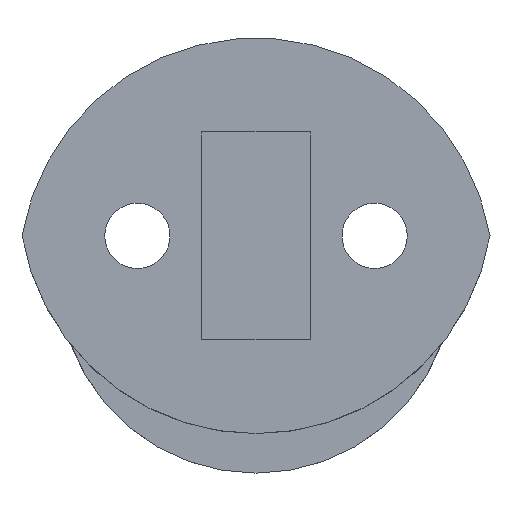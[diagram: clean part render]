
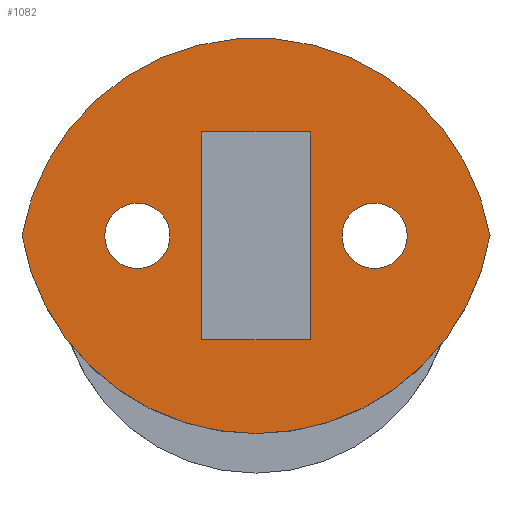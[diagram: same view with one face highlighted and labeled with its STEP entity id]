
A CAD part, front view. The second image highlights one B-rep face of the part: STEP entity #1082.
In plain terms, the highlighted planar face has unit normal (0, -1, 0).
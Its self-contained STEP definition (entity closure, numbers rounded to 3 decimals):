
#12 = DIRECTION ( 'NONE',  ( 0., 1., 0. ) ) ;
#14 = CARTESIAN_POINT ( 'NONE',  ( -6., 0., 0. ) ) ;
#17 = CARTESIAN_POINT ( 'NONE',  ( -6., 0., 0. ) ) ;
#25 = CARTESIAN_POINT ( 'NONE',  ( 6., 0., 0. ) ) ;
#41 = CIRCLE ( 'NONE', #128, 12. ) ;
#44 = CARTESIAN_POINT ( 'NONE',  ( -2.75, 0., -5.25 ) ) ;
#52 = VERTEX_POINT ( 'NONE', #481 ) ;
#82 = ORIENTED_EDGE ( 'NONE', *, *, #1094, .T. ) ;
#83 = DIRECTION ( 'NONE',  ( 0., 0., 1. ) ) ;
#91 = EDGE_CURVE ( 'NONE', #306, #615, #122, .T. ) ;
#122 = CIRCLE ( 'NONE', #258, 1.65 ) ;
#128 = AXIS2_PLACEMENT_3D ( 'NONE', #764, #1120, #353 ) ;
#132 = DIRECTION ( 'NONE',  ( 0., 1., 0. ) ) ;
#165 = ORIENTED_EDGE ( 'NONE', *, *, #672, .T. ) ;
#173 = CARTESIAN_POINT ( 'NONE',  ( 11.832, 0., 0. ) ) ;
#174 = CARTESIAN_POINT ( 'NONE',  ( 6., 0., 0. ) ) ;
#200 = CARTESIAN_POINT ( 'NONE',  ( 6., 0., 1.65 ) ) ;
#215 = DIRECTION ( 'NONE',  ( 0., 0., 1. ) ) ;
#217 = FACE_BOUND ( 'NONE', #991, .T. ) ;
#225 = FACE_OUTER_BOUND ( 'NONE', #860, .T. ) ;
#247 = ORIENTED_EDGE ( 'NONE', *, *, #91, .T. ) ;
#258 = AXIS2_PLACEMENT_3D ( 'NONE', #25, #12, #709 ) ;
#269 = CARTESIAN_POINT ( 'NONE',  ( -6., 0., 1.65 ) ) ;
#270 = VECTOR ( 'NONE', #83, 1000. ) ;
#294 = DIRECTION ( 'NONE',  ( 0., 0., 1. ) ) ;
#301 = FACE_BOUND ( 'NONE', #996, .T. ) ;
#306 = VERTEX_POINT ( 'NONE', #200 ) ;
#314 = CIRCLE ( 'NONE', #807, 1.65 ) ;
#349 = CARTESIAN_POINT ( 'NONE',  ( -2.75, 0., 5.25 ) ) ;
#353 = DIRECTION ( 'NONE',  ( 0., 0., 1. ) ) ;
#357 = DIRECTION ( 'NONE',  ( 0., 0., 1. ) ) ;
#361 = CARTESIAN_POINT ( 'NONE',  ( 0., 0., 2. ) ) ;
#363 = EDGE_CURVE ( 'NONE', #780, #52, #1116, .T. ) ;
#385 = LINE ( 'NONE', #706, #1027 ) ;
#411 = LINE ( 'NONE', #658, #796 ) ;
#431 = AXIS2_PLACEMENT_3D ( 'NONE', #618, #884, #215 ) ;
#454 = DIRECTION ( 'NONE',  ( 1., 0., 0. ) ) ;
#481 = CARTESIAN_POINT ( 'NONE',  ( -6., 0., -1.65 ) ) ;
#485 = CARTESIAN_POINT ( 'NONE',  ( 0., 0., 0. ) ) ;
#499 = EDGE_CURVE ( 'NONE', #564, #1106, #385, .T. ) ;
#515 = DIRECTION ( 'NONE',  ( 0., 0., 1. ) ) ;
#519 = CARTESIAN_POINT ( 'NONE',  ( -11.832, 0., 0. ) ) ;
#528 = DIRECTION ( 'NONE',  ( 0., 1., 0. ) ) ;
#564 = VERTEX_POINT ( 'NONE', #1016 ) ;
#571 = ORIENTED_EDGE ( 'NONE', *, *, #899, .T. ) ;
#573 = CARTESIAN_POINT ( 'NONE',  ( 6., 0., -1.65 ) ) ;
#581 = VERTEX_POINT ( 'NONE', #934 ) ;
#594 = LINE ( 'NONE', #349, #270 ) ;
#599 = CIRCLE ( 'NONE', #810, 12. ) ;
#605 = ORIENTED_EDGE ( 'NONE', *, *, #803, .T. ) ;
#615 = VERTEX_POINT ( 'NONE', #573 ) ;
#618 = CARTESIAN_POINT ( 'NONE',  ( 0., 0., -2. ) ) ;
#627 = ORIENTED_EDGE ( 'NONE', *, *, #1043, .T. ) ;
#637 = CIRCLE ( 'NONE', #958, 1.65 ) ;
#640 = DIRECTION ( 'NONE',  ( 0., 0., -1. ) ) ;
#644 = EDGE_LOOP ( 'NONE', ( #82, #890, #627, #571 ) ) ;
#658 = CARTESIAN_POINT ( 'NONE',  ( 2.75, 0., 5.25 ) ) ;
#672 = EDGE_CURVE ( 'NONE', #615, #306, #637, .T. ) ;
#677 = AXIS2_PLACEMENT_3D ( 'NONE', #485, #132, #894 ) ;
#684 = VERTEX_POINT ( 'NONE', #519 ) ;
#686 = CARTESIAN_POINT ( 'NONE',  ( -2.75, 0., 5.25 ) ) ;
#693 = LINE ( 'NONE', #768, #821 ) ;
#694 = DIRECTION ( 'NONE',  ( 0., 1., 0. ) ) ;
#706 = CARTESIAN_POINT ( 'NONE',  ( -2.75, 0., -5.25 ) ) ;
#709 = DIRECTION ( 'NONE',  ( 0., 0., 1. ) ) ;
#730 = FACE_BOUND ( 'NONE', #644, .T. ) ;
#733 = EDGE_CURVE ( 'NONE', #581, #684, #599, .T. ) ;
#761 = ORIENTED_EDGE ( 'NONE', *, *, #769, .F. ) ;
#764 = CARTESIAN_POINT ( 'NONE',  ( 0., 0., 2. ) ) ;
#768 = CARTESIAN_POINT ( 'NONE',  ( -2.75, 0., 5.25 ) ) ;
#769 = EDGE_CURVE ( 'NONE', #883, #581, #41, .T. ) ;
#780 = VERTEX_POINT ( 'NONE', #269 ) ;
#796 = VECTOR ( 'NONE', #640, 1000. ) ;
#803 = EDGE_CURVE ( 'NONE', #52, #780, #314, .T. ) ;
#807 = AXIS2_PLACEMENT_3D ( 'NONE', #17, #971, #294 ) ;
#810 = AXIS2_PLACEMENT_3D ( 'NONE', #361, #694, #357 ) ;
#820 = CARTESIAN_POINT ( 'NONE',  ( 2.75, 0., 5.25 ) ) ;
#821 = VECTOR ( 'NONE', #454, 1000. ) ;
#822 = EDGE_CURVE ( 'NONE', #684, #883, #1051, .T. ) ;
#831 = ORIENTED_EDGE ( 'NONE', *, *, #822, .F. ) ;
#860 = EDGE_LOOP ( 'NONE', ( #761, #831, #908 ) ) ;
#883 = VERTEX_POINT ( 'NONE', #173 ) ;
#884 = DIRECTION ( 'NONE',  ( 0., 1., 0. ) ) ;
#888 = DIRECTION ( 'NONE',  ( 0., 1., 0. ) ) ;
#890 = ORIENTED_EDGE ( 'NONE', *, *, #499, .T. ) ;
#894 = DIRECTION ( 'NONE',  ( 0., 0., 1. ) ) ;
#899 = EDGE_CURVE ( 'NONE', #903, #1118, #693, .T. ) ;
#903 = VERTEX_POINT ( 'NONE', #686 ) ;
#908 = ORIENTED_EDGE ( 'NONE', *, *, #733, .F. ) ;
#934 = CARTESIAN_POINT ( 'NONE',  ( 0., 0., -10. ) ) ;
#942 = DIRECTION ( 'NONE',  ( -1., 0., 0. ) ) ;
#947 = AXIS2_PLACEMENT_3D ( 'NONE', #14, #888, #961 ) ;
#958 = AXIS2_PLACEMENT_3D ( 'NONE', #174, #528, #515 ) ;
#961 = DIRECTION ( 'NONE',  ( 0., 0., 1. ) ) ;
#971 = DIRECTION ( 'NONE',  ( 0., 1., 0. ) ) ;
#975 = ORIENTED_EDGE ( 'NONE', *, *, #363, .T. ) ;
#988 = PLANE ( 'NONE',  #677 ) ;
#991 = EDGE_LOOP ( 'NONE', ( #165, #247 ) ) ;
#996 = EDGE_LOOP ( 'NONE', ( #605, #975 ) ) ;
#1016 = CARTESIAN_POINT ( 'NONE',  ( 2.75, 0., -5.25 ) ) ;
#1027 = VECTOR ( 'NONE', #942, 1000. ) ;
#1043 = EDGE_CURVE ( 'NONE', #1106, #903, #594, .T. ) ;
#1051 = CIRCLE ( 'NONE', #431, 12. ) ;
#1082 = ADVANCED_FACE ( 'NONE', ( #225, #730, #301, #217 ), #988, .F. ) ;
#1094 = EDGE_CURVE ( 'NONE', #1118, #564, #411, .T. ) ;
#1106 = VERTEX_POINT ( 'NONE', #44 ) ;
#1116 = CIRCLE ( 'NONE', #947, 1.65 ) ;
#1118 = VERTEX_POINT ( 'NONE', #820 ) ;
#1120 = DIRECTION ( 'NONE',  ( 0., 1., 0. ) ) ;
